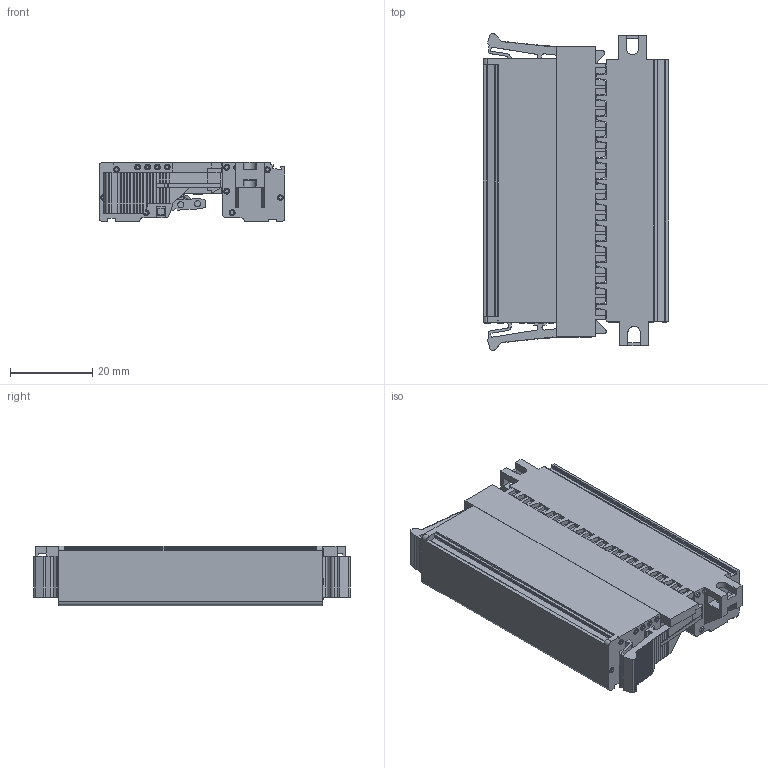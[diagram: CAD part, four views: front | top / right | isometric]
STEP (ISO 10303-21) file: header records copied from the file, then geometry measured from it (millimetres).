
FILE_DESCRIPTION(/* description */ ('Unknown'),/* implementation_level */ '2;1');
FILE_NAME(/* name */ 'DPSC5.08PMV-12W_3D_SOLID',/* time_stamp */ '2025-03-01T09:57:58+05:00',/* author */ ('Unknown'),/* organization */ ('Unknown'),/* preprocessor_version */ 'ST-DEVELOPER v16.7',/* originating_system */ 'Solid Edge',/* authorisation */ 'Unknown');
FILE_SCHEMA (('AUTOMOTIVE_DESIGN {1 0 10303 214 3 1 1}'));
Products named in the file (1): DPSC5.08PMV-12W_3D_SOLID
Bounding box: 45.25 x 77.04 x 14.5 mm (x, y, z)
Volume: 33457.2 mm3; surface area: 24058.5 mm2
Topology: 1 solids, 2 shells, 5606 faces, 15665 edges, 10310 vertices
Faces by surface type: plane 3971, cylinder 903, bspline 647, cone 38, sphere 26, torus 21
Full cylindrical faces by diameter (mm): 0.8 x7, 1.2 x1, 1.3 x1, 1.5 x34, 1.8 x12, 2.9 x12, 3.7 x12
Entity records: 239806 total; most frequent: CARTESIAN_POINT 60468, ORIENTED_EDGE 30838, DIRECTION 25830, EDGE_CURVE 15419, LINE 11526, VECTOR 11526, VERTEX_POINT 10254, AXIS2_PLACEMENT_3D 7152
